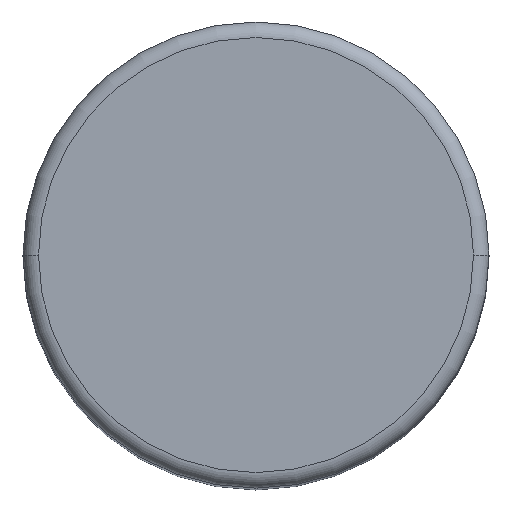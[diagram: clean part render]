
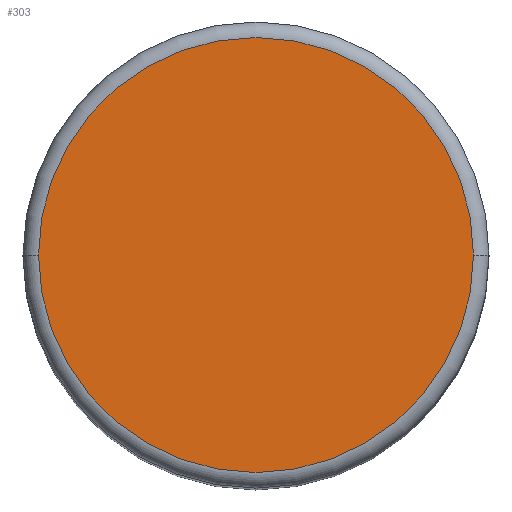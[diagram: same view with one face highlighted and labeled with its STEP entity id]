
A CAD part, top view. The second image highlights one B-rep face of the part: STEP entity #303.
In plain terms, the highlighted planar face has unit normal (0, 0, 1).
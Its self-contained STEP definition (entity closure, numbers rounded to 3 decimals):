
#57=CARTESIAN_POINT('',(0.,0.,0.));
#58=DIRECTION('',(0.,0.,1.));
#59=DIRECTION('',(-1.,0.,0.));
#60=AXIS2_PLACEMENT_3D('',#57,#58,#59);
#66=CARTESIAN_POINT('',(0.,0.,0.));
#67=DIRECTION('',(0.,0.,1.));
#68=DIRECTION('',(1.,0.,0.));
#69=AXIS2_PLACEMENT_3D('',#66,#67,#68);
#268=CARTESIAN_POINT('',(-14.,0.,0.));
#269=CARTESIAN_POINT('',(14.,0.,0.));
#270=VERTEX_POINT('',#268);
#271=VERTEX_POINT('',#269);
#292=CARTESIAN_POINT('',(0.,0.,0.));
#293=DIRECTION('',(0.,0.,1.));
#294=DIRECTION('',(1.,0.,0.));
#295=AXIS2_PLACEMENT_3D('',#292,#293,#294);
#296=PLANE('',#295);
#298=ORIENTED_EDGE('',*,*,#297,.F.);
#300=ORIENTED_EDGE('',*,*,#299,.F.);
#301=EDGE_LOOP('',(#298,#300));
#302=FACE_OUTER_BOUND('',#301,.F.);
#303=ADVANCED_FACE('',(#302),#296,.T.);
#61=CIRCLE('',#60,14.);
#70=CIRCLE('',#69,14.);
#297=EDGE_CURVE('',#270,#271,#61,.T.);
#299=EDGE_CURVE('',#271,#270,#70,.T.);
